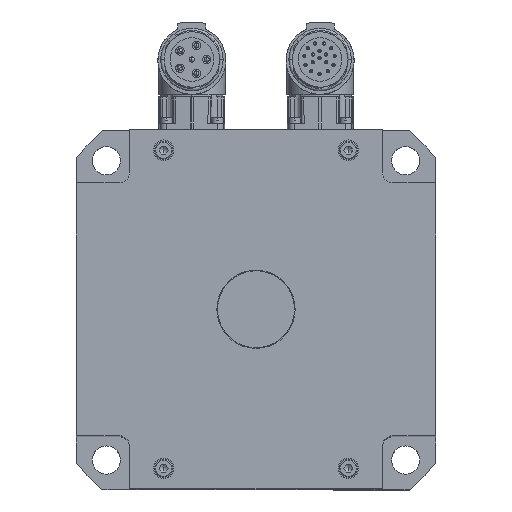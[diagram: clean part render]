
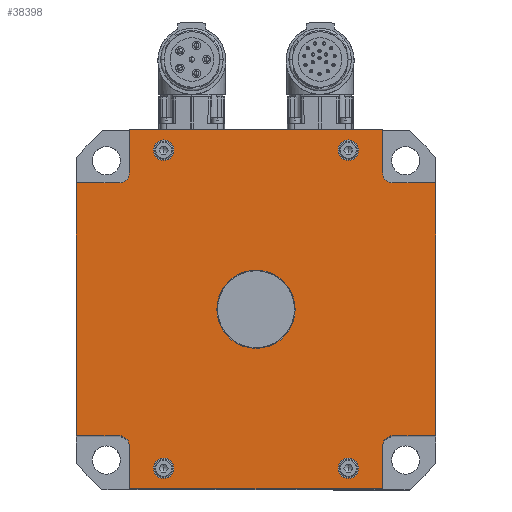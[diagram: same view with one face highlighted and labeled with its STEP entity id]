
A CAD part, top view. The second image highlights one B-rep face of the part: STEP entity #38398.
In plain terms, the highlighted planar face has unit normal (0, 0, 1).
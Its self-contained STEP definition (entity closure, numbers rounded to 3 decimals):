
#410=CARTESIAN_POINT('',(0.,15.25,253.));
#411=VERTEX_POINT('',#410);
#427=CARTESIAN_POINT('',(0.,-15.25,253.));
#428=VERTEX_POINT('',#427);
#435=CARTESIAN_POINT('',(0.,0.,253.));
#436=DIRECTION('',(0.0,0.0,-1.0));
#437=DIRECTION('',(0.0,1.0,0.0));
#438=AXIS2_PLACEMENT_3D('',#435,#436,#437);
#439=CIRCLE('',#438,15.25);
#440=EDGE_CURVE('',#411,#428,#439,.T.);
#473=CARTESIAN_POINT('',(-36.,58.,253.));
#474=VERTEX_POINT('',#473);
#490=CARTESIAN_POINT('',(-36.,66.,253.));
#491=VERTEX_POINT('',#490);
#498=CARTESIAN_POINT('',(-36.,62.,253.));
#499=DIRECTION('',(0.0,0.0,-1.0));
#500=DIRECTION('',(0.0,-1.0,0.0));
#501=AXIS2_PLACEMENT_3D('',#498,#499,#500);
#502=CIRCLE('',#501,4.0);
#503=EDGE_CURVE('',#474,#491,#502,.T.);
#536=CARTESIAN_POINT('',(36.,58.,253.));
#537=VERTEX_POINT('',#536);
#553=CARTESIAN_POINT('',(36.,66.,253.));
#554=VERTEX_POINT('',#553);
#561=CARTESIAN_POINT('',(36.,62.,253.));
#562=DIRECTION('',(0.0,0.0,-1.0));
#563=DIRECTION('',(0.0,-1.0,0.0));
#564=AXIS2_PLACEMENT_3D('',#561,#562,#563);
#565=CIRCLE('',#564,4.0);
#566=EDGE_CURVE('',#537,#554,#565,.T.);
#599=CARTESIAN_POINT('',(36.,-66.,253.));
#600=VERTEX_POINT('',#599);
#616=CARTESIAN_POINT('',(36.,-58.,253.));
#617=VERTEX_POINT('',#616);
#624=CARTESIAN_POINT('',(36.,-62.,253.));
#625=DIRECTION('',(0.0,0.0,-1.0));
#626=DIRECTION('',(0.0,-1.0,0.0));
#627=AXIS2_PLACEMENT_3D('',#624,#625,#626);
#628=CIRCLE('',#627,4.0);
#629=EDGE_CURVE('',#600,#617,#628,.T.);
#662=CARTESIAN_POINT('',(-36.,-66.,253.));
#663=VERTEX_POINT('',#662);
#679=CARTESIAN_POINT('',(-36.,-58.,253.));
#680=VERTEX_POINT('',#679);
#687=CARTESIAN_POINT('',(-36.,-62.,253.));
#688=DIRECTION('',(0.0,0.0,-1.0));
#689=DIRECTION('',(0.0,-1.0,0.0));
#690=AXIS2_PLACEMENT_3D('',#687,#688,#689);
#691=CIRCLE('',#690,4.0);
#692=EDGE_CURVE('',#663,#680,#691,.T.);
#38209=CARTESIAN_POINT('',(0.,0.,253.));
#38210=DIRECTION('',(0.0,0.0,-1.0));
#38211=DIRECTION('',(0.0,1.0,0.0));
#38212=AXIS2_PLACEMENT_3D('',#38209,#38210,#38211);
#38213=PLANE('',#38212);
#38214=CARTESIAN_POINT('',(-49.3,-70.,253.));
#38215=VERTEX_POINT('',#38214);
#38216=CARTESIAN_POINT('',(49.3,-70.,253.));
#38217=VERTEX_POINT('',#38216);
#38218=CARTESIAN_POINT('',(-49.3,-70.,253.));
#38219=DIRECTION('',(1.0,0.0,0.0));
#38220=VECTOR('',#38219,98.6);
#38221=LINE('',#38218,#38220);
#38222=EDGE_CURVE('',#38215,#38217,#38221,.T.);
#38223=ORIENTED_EDGE('',*,*,#38222,.T.);
#38224=CARTESIAN_POINT('',(49.3,-53.3,253.));
#38225=VERTEX_POINT('',#38224);
#38226=CARTESIAN_POINT('',(49.3,-70.,253.));
#38227=DIRECTION('',(0.0,1.0,0.0));
#38228=VECTOR('',#38227,16.7);
#38229=LINE('',#38226,#38228);
#38230=EDGE_CURVE('',#38217,#38225,#38229,.T.);
#38231=ORIENTED_EDGE('',*,*,#38230,.T.);
#38232=CARTESIAN_POINT('',(53.3,-49.3,253.));
#38233=VERTEX_POINT('',#38232);
#38234=CARTESIAN_POINT('',(53.3,-53.3,253.));
#38235=DIRECTION('',(0.0,0.0,-1.0));
#38236=DIRECTION('',(-1.0,0.0,0.0));
#38237=AXIS2_PLACEMENT_3D('',#38234,#38235,#38236);
#38238=CIRCLE('',#38237,4.);
#38239=EDGE_CURVE('',#38225,#38233,#38238,.T.);
#38240=ORIENTED_EDGE('',*,*,#38239,.T.);
#38241=CARTESIAN_POINT('',(70.,-49.3,253.));
#38242=VERTEX_POINT('',#38241);
#38243=CARTESIAN_POINT('',(53.3,-49.3,253.));
#38244=DIRECTION('',(1.0,0.0,0.0));
#38245=VECTOR('',#38244,16.7);
#38246=LINE('',#38243,#38245);
#38247=EDGE_CURVE('',#38233,#38242,#38246,.T.);
#38248=ORIENTED_EDGE('',*,*,#38247,.T.);
#38249=CARTESIAN_POINT('',(70.,49.3,253.));
#38250=VERTEX_POINT('',#38249);
#38251=CARTESIAN_POINT('',(70.,-49.3,253.));
#38252=DIRECTION('',(0.0,1.0,0.0));
#38253=VECTOR('',#38252,98.6);
#38254=LINE('',#38251,#38253);
#38255=EDGE_CURVE('',#38242,#38250,#38254,.T.);
#38256=ORIENTED_EDGE('',*,*,#38255,.T.);
#38257=CARTESIAN_POINT('',(53.3,49.3,253.));
#38258=VERTEX_POINT('',#38257);
#38259=CARTESIAN_POINT('',(70.,49.3,253.));
#38260=DIRECTION('',(-1.0,0.0,0.0));
#38261=VECTOR('',#38260,16.7);
#38262=LINE('',#38259,#38261);
#38263=EDGE_CURVE('',#38250,#38258,#38262,.T.);
#38264=ORIENTED_EDGE('',*,*,#38263,.T.);
#38265=CARTESIAN_POINT('',(49.3,53.3,253.));
#38266=VERTEX_POINT('',#38265);
#38267=CARTESIAN_POINT('',(53.3,53.3,253.));
#38268=DIRECTION('',(0.0,0.0,-1.0));
#38269=DIRECTION('',(0.0,-1.0,0.0));
#38270=AXIS2_PLACEMENT_3D('',#38267,#38268,#38269);
#38271=CIRCLE('',#38270,4.);
#38272=EDGE_CURVE('',#38258,#38266,#38271,.T.);
#38273=ORIENTED_EDGE('',*,*,#38272,.T.);
#38274=CARTESIAN_POINT('',(49.3,70.,253.));
#38275=VERTEX_POINT('',#38274);
#38276=CARTESIAN_POINT('',(49.3,53.3,253.));
#38277=DIRECTION('',(0.0,1.0,0.0));
#38278=VECTOR('',#38277,16.7);
#38279=LINE('',#38276,#38278);
#38280=EDGE_CURVE('',#38266,#38275,#38279,.T.);
#38281=ORIENTED_EDGE('',*,*,#38280,.T.);
#38282=CARTESIAN_POINT('',(-49.3,70.,253.));
#38283=VERTEX_POINT('',#38282);
#38284=CARTESIAN_POINT('',(49.3,70.,253.));
#38285=DIRECTION('',(-1.0,0.0,0.0));
#38286=VECTOR('',#38285,98.6);
#38287=LINE('',#38284,#38286);
#38288=EDGE_CURVE('',#38275,#38283,#38287,.T.);
#38289=ORIENTED_EDGE('',*,*,#38288,.T.);
#38290=CARTESIAN_POINT('',(-49.3,53.3,253.));
#38291=VERTEX_POINT('',#38290);
#38292=CARTESIAN_POINT('',(-49.3,70.,253.));
#38293=DIRECTION('',(0.0,-1.0,0.0));
#38294=VECTOR('',#38293,16.7);
#38295=LINE('',#38292,#38294);
#38296=EDGE_CURVE('',#38283,#38291,#38295,.T.);
#38297=ORIENTED_EDGE('',*,*,#38296,.T.);
#38298=CARTESIAN_POINT('',(-53.3,49.3,253.));
#38299=VERTEX_POINT('',#38298);
#38300=CARTESIAN_POINT('',(-53.3,53.3,253.));
#38301=DIRECTION('',(0.0,0.0,-1.0));
#38302=DIRECTION('',(1.0,0.0,0.0));
#38303=AXIS2_PLACEMENT_3D('',#38300,#38301,#38302);
#38304=CIRCLE('',#38303,4.);
#38305=EDGE_CURVE('',#38291,#38299,#38304,.T.);
#38306=ORIENTED_EDGE('',*,*,#38305,.T.);
#38307=CARTESIAN_POINT('',(-70.,49.3,253.));
#38308=VERTEX_POINT('',#38307);
#38309=CARTESIAN_POINT('',(-53.3,49.3,253.));
#38310=DIRECTION('',(-1.0,0.0,0.0));
#38311=VECTOR('',#38310,16.7);
#38312=LINE('',#38309,#38311);
#38313=EDGE_CURVE('',#38299,#38308,#38312,.T.);
#38314=ORIENTED_EDGE('',*,*,#38313,.T.);
#38315=CARTESIAN_POINT('',(-70.,-49.3,253.));
#38316=VERTEX_POINT('',#38315);
#38317=CARTESIAN_POINT('',(-70.,49.3,253.));
#38318=DIRECTION('',(0.0,-1.0,0.0));
#38319=VECTOR('',#38318,98.6);
#38320=LINE('',#38317,#38319);
#38321=EDGE_CURVE('',#38308,#38316,#38320,.T.);
#38322=ORIENTED_EDGE('',*,*,#38321,.T.);
#38323=CARTESIAN_POINT('',(-53.3,-49.3,253.));
#38324=VERTEX_POINT('',#38323);
#38325=CARTESIAN_POINT('',(-70.,-49.3,253.));
#38326=DIRECTION('',(1.0,0.0,0.0));
#38327=VECTOR('',#38326,16.7);
#38328=LINE('',#38325,#38327);
#38329=EDGE_CURVE('',#38316,#38324,#38328,.T.);
#38330=ORIENTED_EDGE('',*,*,#38329,.T.);
#38331=CARTESIAN_POINT('',(-49.3,-53.3,253.));
#38332=VERTEX_POINT('',#38331);
#38333=CARTESIAN_POINT('',(-53.3,-53.3,253.));
#38334=DIRECTION('',(0.0,0.0,-1.0));
#38335=DIRECTION('',(0.0,1.0,0.0));
#38336=AXIS2_PLACEMENT_3D('',#38333,#38334,#38335);
#38337=CIRCLE('',#38336,4.);
#38338=EDGE_CURVE('',#38324,#38332,#38337,.T.);
#38339=ORIENTED_EDGE('',*,*,#38338,.T.);
#38340=CARTESIAN_POINT('',(-49.3,-53.3,253.));
#38341=DIRECTION('',(0.0,-1.0,0.0));
#38342=VECTOR('',#38341,16.7);
#38343=LINE('',#38340,#38342);
#38344=EDGE_CURVE('',#38332,#38215,#38343,.T.);
#38345=ORIENTED_EDGE('',*,*,#38344,.T.);
#38346=EDGE_LOOP('',(#38223,#38231,#38240,#38248,#38256,#38264,#38273,#38281,#38289,#38297,#38306,#38314,#38322,#38330,#38339,#38345));
#38347=FACE_OUTER_BOUND('',#38346,.T.);
#38348=CARTESIAN_POINT('',(0.,0.,253.));
#38349=DIRECTION('',(0.0,0.0,-1.0));
#38350=DIRECTION('',(0.0,1.0,0.0));
#38351=AXIS2_PLACEMENT_3D('',#38348,#38349,#38350);
#38352=CIRCLE('',#38351,15.25);
#38353=EDGE_CURVE('',#428,#411,#38352,.T.);
#38354=ORIENTED_EDGE('',*,*,#38353,.T.);
#38355=ORIENTED_EDGE('',*,*,#440,.T.);
#38356=EDGE_LOOP('',(#38354,#38355));
#38357=FACE_BOUND('',#38356,.T.);
#38358=ORIENTED_EDGE('',*,*,#503,.T.);
#38359=CARTESIAN_POINT('',(-36.,62.,253.));
#38360=DIRECTION('',(0.0,0.0,-1.0));
#38361=DIRECTION('',(0.0,-1.0,0.0));
#38362=AXIS2_PLACEMENT_3D('',#38359,#38360,#38361);
#38363=CIRCLE('',#38362,4.0);
#38364=EDGE_CURVE('',#491,#474,#38363,.T.);
#38365=ORIENTED_EDGE('',*,*,#38364,.T.);
#38366=EDGE_LOOP('',(#38358,#38365));
#38367=FACE_BOUND('',#38366,.T.);
#38368=ORIENTED_EDGE('',*,*,#566,.T.);
#38369=CARTESIAN_POINT('',(36.,62.,253.));
#38370=DIRECTION('',(0.0,0.0,-1.0));
#38371=DIRECTION('',(0.0,-1.0,0.0));
#38372=AXIS2_PLACEMENT_3D('',#38369,#38370,#38371);
#38373=CIRCLE('',#38372,4.0);
#38374=EDGE_CURVE('',#554,#537,#38373,.T.);
#38375=ORIENTED_EDGE('',*,*,#38374,.T.);
#38376=EDGE_LOOP('',(#38368,#38375));
#38377=FACE_BOUND('',#38376,.T.);
#38378=ORIENTED_EDGE('',*,*,#629,.T.);
#38379=CARTESIAN_POINT('',(36.,-62.,253.));
#38380=DIRECTION('',(0.0,0.0,-1.0));
#38381=DIRECTION('',(0.0,-1.0,0.0));
#38382=AXIS2_PLACEMENT_3D('',#38379,#38380,#38381);
#38383=CIRCLE('',#38382,4.0);
#38384=EDGE_CURVE('',#617,#600,#38383,.T.);
#38385=ORIENTED_EDGE('',*,*,#38384,.T.);
#38386=EDGE_LOOP('',(#38378,#38385));
#38387=FACE_BOUND('',#38386,.T.);
#38388=ORIENTED_EDGE('',*,*,#692,.T.);
#38389=CARTESIAN_POINT('',(-36.,-62.,253.));
#38390=DIRECTION('',(0.0,0.0,-1.0));
#38391=DIRECTION('',(0.0,-1.0,0.0));
#38392=AXIS2_PLACEMENT_3D('',#38389,#38390,#38391);
#38393=CIRCLE('',#38392,4.0);
#38394=EDGE_CURVE('',#680,#663,#38393,.T.);
#38395=ORIENTED_EDGE('',*,*,#38394,.T.);
#38396=EDGE_LOOP('',(#38388,#38395));
#38397=FACE_BOUND('',#38396,.T.);
#38398=ADVANCED_FACE('',(#38347,#38357,#38367,#38377,#38387,#38397),#38213,.F.);
